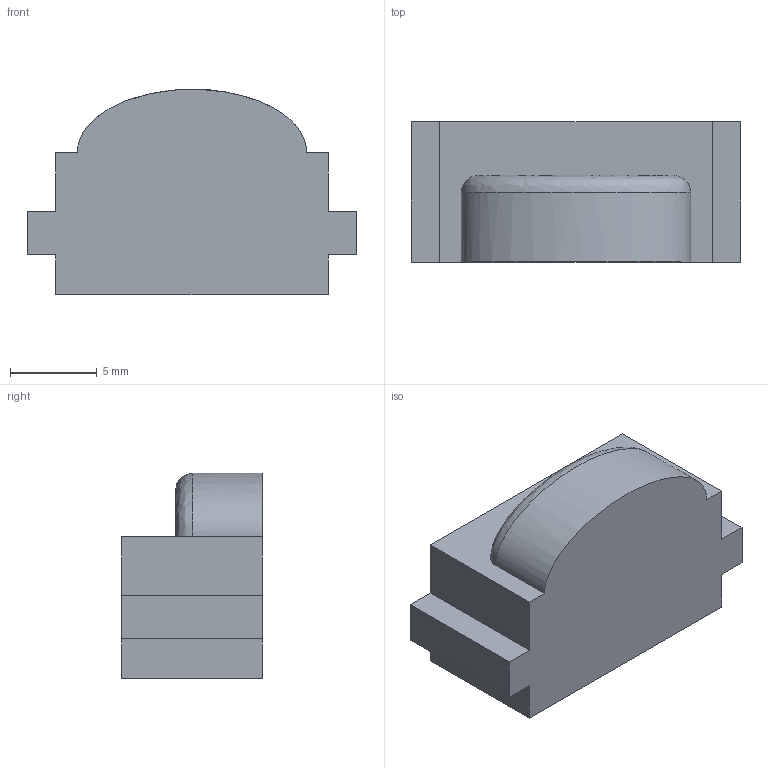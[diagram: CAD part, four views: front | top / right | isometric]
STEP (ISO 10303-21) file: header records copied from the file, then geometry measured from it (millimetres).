
FILE_DESCRIPTION(/* description */ (''),/* implementation_level */ '2;1');
FILE_NAME(/* name */ 'Case_USB_Cover_B.step',/* time_stamp */ '2020-09-19T01:27:14+02:00',/* author */ (''),/* organization */ (''),/* preprocessor_version */ 'ST-DEVELOPER v18.1',/* originating_system */ 'Autodesk Translation Framework v9.3.0.1241',/* authorisation */ '');
FILE_SCHEMA (('AUTOMOTIVE_DESIGN { 1 0 10303 214 3 1 1 }'));
Length unit declared in the file: millimetre
Products named in the file (1): New Case flipped_Power
Bounding box: 19 x 8.1 x 11.86 mm (x, y, z)
Volume: 1241.8 mm3; surface area: 873.5 mm2
Topology: 1 solids, 1 shells, 27 faces, 69 edges, 46 vertices
Faces by surface type: plane 25, bspline 2
Entity records: 950 total; most frequent: CARTESIAN_POINT 282, ORIENTED_EDGE 138, DIRECTION 118, EDGE_CURVE 69, LINE 64, VECTOR 64, VERTEX_POINT 46, EDGE_LOOP 29
